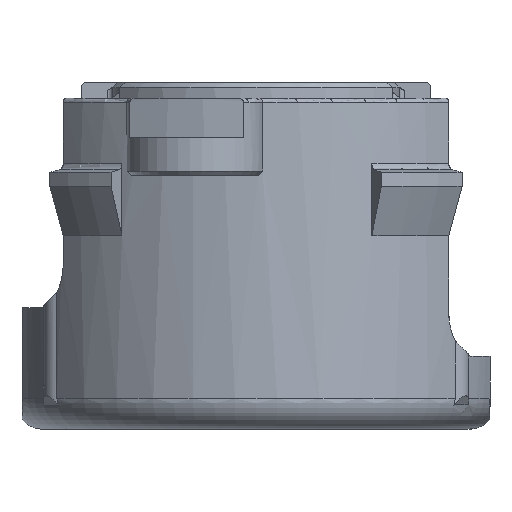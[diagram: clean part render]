
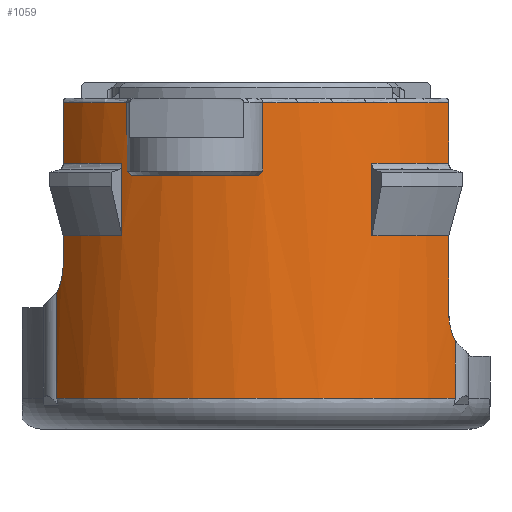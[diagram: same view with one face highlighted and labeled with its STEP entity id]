
A CAD part, left-side view. The second image highlights one B-rep face of the part: STEP entity #1059.
In plain terms, the highlighted cylindrical face has radius 5.5 mm (diameter 11 mm), a partial arc.
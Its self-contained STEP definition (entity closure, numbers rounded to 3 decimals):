
#250=CYLINDRICAL_SURFACE('',#6014,5.5);
#364=LINE('',#8435,#701);
#365=LINE('',#8439,#702);
#397=LINE('',#9038,#734);
#398=LINE('',#9043,#735);
#399=LINE('',#9059,#736);
#400=LINE('',#9063,#737);
#401=LINE('',#9067,#738);
#402=LINE('',#9080,#739);
#403=LINE('',#9084,#740);
#404=LINE('',#9097,#741);
#701=VECTOR('',#6659,1.);
#702=VECTOR('',#6662,1.);
#734=VECTOR('',#6790,1.);
#735=VECTOR('',#6793,1.);
#736=VECTOR('',#6800,1.);
#737=VECTOR('',#6803,1.);
#738=VECTOR('',#6806,1.);
#739=VECTOR('',#6807,1.);
#740=VECTOR('',#6810,1.);
#741=VECTOR('',#6811,1.);
#1059=ADVANCED_FACE('',(#1447),#250,.T.);
#1447=FACE_OUTER_BOUND('',#1778,.T.);
#1778=EDGE_LOOP('',(#2514,#2515,#2516,#2517,#2518,#2519,#2520,#2521,#2522,
#2523,#2524,#2525,#2526,#2527,#2528,#2529,#2530,#2531,#2532,#2533,#2534,
#2535));
#2160=B_SPLINE_CURVE_WITH_KNOTS('',3,(#9046,#9047,#9048,#9049),
 .UNSPECIFIED.,.F.,.F.,(4,4),(0.,1.),.UNSPECIFIED.);
#2161=B_SPLINE_CURVE_WITH_KNOTS('',3,(#9053,#9054,#9055,#9056),
 .UNSPECIFIED.,.F.,.F.,(4,4),(0.,1.),.UNSPECIFIED.);
#2162=B_SPLINE_CURVE_WITH_KNOTS('',3,(#9069,#9070,#9071,#9072,#9073,#9074,
#9075,#9076,#9077,#9078),.UNSPECIFIED.,.F.,.F.,(4,3,3,4),(0.,0.472,
0.943,1.),.UNSPECIFIED.);
#2163=B_SPLINE_CURVE_WITH_KNOTS('',3,(#9086,#9087,#9088,#9089,#9090,#9091,
#9092,#9093,#9094,#9095),.UNSPECIFIED.,.F.,.F.,(4,3,3,4),(0.,0.239,
0.716,1.),.UNSPECIFIED.);
#2514=ORIENTED_EDGE('',*,*,#4860,.F.);
#2515=ORIENTED_EDGE('',*,*,#4861,.T.);
#2516=ORIENTED_EDGE('',*,*,#4862,.F.);
#2517=ORIENTED_EDGE('',*,*,#4863,.T.);
#2518=ORIENTED_EDGE('',*,*,#4745,.F.);
#2519=ORIENTED_EDGE('',*,*,#4864,.T.);
#2520=ORIENTED_EDGE('',*,*,#4865,.T.);
#2521=ORIENTED_EDGE('',*,*,#4866,.T.);
#2522=ORIENTED_EDGE('',*,*,#4743,.F.);
#2523=ORIENTED_EDGE('',*,*,#4867,.T.);
#2524=ORIENTED_EDGE('',*,*,#4868,.T.);
#2525=ORIENTED_EDGE('',*,*,#4869,.T.);
#2526=ORIENTED_EDGE('',*,*,#4870,.F.);
#2527=ORIENTED_EDGE('',*,*,#4871,.T.);
#2528=ORIENTED_EDGE('',*,*,#4872,.T.);
#2529=ORIENTED_EDGE('',*,*,#4873,.T.);
#2530=ORIENTED_EDGE('',*,*,#4874,.T.);
#2531=ORIENTED_EDGE('',*,*,#4875,.T.);
#2532=ORIENTED_EDGE('',*,*,#4876,.T.);
#2533=ORIENTED_EDGE('',*,*,#4877,.T.);
#2534=ORIENTED_EDGE('',*,*,#4878,.F.);
#2535=ORIENTED_EDGE('',*,*,#4879,.T.);
#4170=VERTEX_POINT('',#8434);
#4171=VERTEX_POINT('',#8436);
#4172=VERTEX_POINT('',#8438);
#4173=VERTEX_POINT('',#8440);
#4268=VERTEX_POINT('',#9039);
#4269=VERTEX_POINT('',#9040);
#4270=VERTEX_POINT('',#9042);
#4271=VERTEX_POINT('',#9044);
#4272=VERTEX_POINT('',#9050);
#4273=VERTEX_POINT('',#9052);
#4274=VERTEX_POINT('',#9058);
#4275=VERTEX_POINT('',#9060);
#4276=VERTEX_POINT('',#9062);
#4277=VERTEX_POINT('',#9064);
#4278=VERTEX_POINT('',#9066);
#4279=VERTEX_POINT('',#9068);
#4280=VERTEX_POINT('',#9079);
#4281=VERTEX_POINT('',#9081);
#4282=VERTEX_POINT('',#9083);
#4283=VERTEX_POINT('',#9085);
#4284=VERTEX_POINT('',#9096);
#4285=VERTEX_POINT('',#9098);
#4743=EDGE_CURVE('',#4170,#4171,#364,.T.);
#4745=EDGE_CURVE('',#4172,#4173,#365,.T.);
#4860=EDGE_CURVE('',#4268,#4269,#397,.T.);
#4861=EDGE_CURVE('',#4268,#4270,#5655,.T.);
#4862=EDGE_CURVE('',#4271,#4270,#398,.T.);
#4863=EDGE_CURVE('',#4271,#4173,#5656,.T.);
#4864=EDGE_CURVE('',#4172,#4272,#2160,.T.);
#4865=EDGE_CURVE('',#4272,#4273,#5657,.T.);
#4866=EDGE_CURVE('',#4273,#4171,#2161,.T.);
#4867=EDGE_CURVE('',#4170,#4274,#5658,.T.);
#4868=EDGE_CURVE('',#4274,#4275,#399,.T.);
#4869=EDGE_CURVE('',#4275,#4276,#5659,.T.);
#4870=EDGE_CURVE('',#4277,#4276,#400,.T.);
#4871=EDGE_CURVE('',#4277,#4278,#5660,.T.);
#4872=EDGE_CURVE('',#4278,#4279,#401,.T.);
#4873=EDGE_CURVE('',#4279,#4280,#2162,.T.);
#4874=EDGE_CURVE('',#4280,#4281,#402,.T.);
#4875=EDGE_CURVE('',#4281,#4282,#5661,.T.);
#4876=EDGE_CURVE('',#4282,#4283,#403,.T.);
#4877=EDGE_CURVE('',#4283,#4284,#2163,.T.);
#4878=EDGE_CURVE('',#4285,#4284,#404,.T.);
#4879=EDGE_CURVE('',#4285,#4269,#5662,.T.);
#5655=CIRCLE('',#6006,5.5);
#5656=CIRCLE('',#6007,5.5);
#5657=CIRCLE('',#6008,5.5);
#5658=CIRCLE('',#6009,5.5);
#5659=CIRCLE('',#6010,5.5);
#5660=CIRCLE('',#6011,5.5);
#5661=CIRCLE('',#6012,5.5);
#5662=CIRCLE('',#6013,5.5);
#6006=AXIS2_PLACEMENT_3D('',#9041,#6791,#6792);
#6007=AXIS2_PLACEMENT_3D('',#9045,#6794,#6795);
#6008=AXIS2_PLACEMENT_3D('',#9051,#6796,#6797);
#6009=AXIS2_PLACEMENT_3D('',#9057,#6798,#6799);
#6010=AXIS2_PLACEMENT_3D('',#9061,#6801,#6802);
#6011=AXIS2_PLACEMENT_3D('',#9065,#6804,#6805);
#6012=AXIS2_PLACEMENT_3D('',#9082,#6808,#6809);
#6013=AXIS2_PLACEMENT_3D('',#9099,#6812,#6813);
#6014=AXIS2_PLACEMENT_3D('',#9100,#6814,#6815);
#6659=DIRECTION('',(0.,0.,-1.));
#6662=DIRECTION('',(0.,0.,1.));
#6790=DIRECTION('',(0.,0.,-1.));
#6791=DIRECTION('',(0.,0.,1.));
#6792=DIRECTION('',(-1.,0.,0.));
#6793=DIRECTION('',(0.,0.,-1.));
#6794=DIRECTION('',(0.,0.,-1.));
#6795=DIRECTION('',(1.,0.,0.));
#6796=DIRECTION('',(0.,0.,-1.));
#6797=DIRECTION('',(1.,0.,0.));
#6798=DIRECTION('',(0.,0.,-1.));
#6799=DIRECTION('',(1.,0.,0.));
#6800=DIRECTION('',(0.,0.,-1.));
#6801=DIRECTION('',(0.,0.,1.));
#6802=DIRECTION('',(-1.,0.,0.));
#6803=DIRECTION('',(0.,0.,1.));
#6804=DIRECTION('',(0.,0.,-1.));
#6805=DIRECTION('',(-1.,0.,0.));
#6806=DIRECTION('',(0.,0.,-1.));
#6807=DIRECTION('',(0.,0.,-1.));
#6808=DIRECTION('',(0.,0.,1.));
#6809=DIRECTION('',(1.,0.,0.));
#6810=DIRECTION('',(0.,0.,1.));
#6811=DIRECTION('',(0.,0.,-1.));
#6812=DIRECTION('',(0.,0.,-1.));
#6813=DIRECTION('',(-1.,0.,0.));
#6814=DIRECTION('',(0.,0.,-1.));
#6815=DIRECTION('',(-1.,0.,0.));
#8434=CARTESIAN_POINT('',(-4.685,2.88,7.4));
#8435=CARTESIAN_POINT('',(-4.685,2.88,74.25));
#8436=CARTESIAN_POINT('',(-4.685,2.88,5.85));
#8438=CARTESIAN_POINT('',(-5.498,-0.152,5.85));
#8439=CARTESIAN_POINT('',(-5.498,-0.152,74.25));
#8440=CARTESIAN_POINT('',(-5.498,-0.152,7.4));
#9038=CARTESIAN_POINT('',(-4.833,-2.624,5.9));
#9039=CARTESIAN_POINT('',(-4.833,-2.624,6.026));
#9040=CARTESIAN_POINT('',(-4.833,-2.624,4.386));
#9041=CARTESIAN_POINT('',(0.,0.,6.026));
#9042=CARTESIAN_POINT('',(-3.344,-4.366,6.026));
#9043=CARTESIAN_POINT('',(-3.344,-4.366,7.5));
#9044=CARTESIAN_POINT('',(-3.344,-4.366,7.4));
#9045=CARTESIAN_POINT('',(0.,0.,7.4));
#9046=CARTESIAN_POINT('',(-5.498,-0.152,5.85));
#9047=CARTESIAN_POINT('',(-5.499,-0.117,5.817));
#9048=CARTESIAN_POINT('',(-5.5,-0.082,5.783));
#9049=CARTESIAN_POINT('',(-5.5,-0.046,5.75));
#9050=CARTESIAN_POINT('',(-5.5,-0.046,5.75));
#9051=CARTESIAN_POINT('',(0.,0.,5.75));
#9052=CARTESIAN_POINT('',(-4.74,2.79,5.75));
#9053=CARTESIAN_POINT('',(-4.74,2.79,5.75));
#9054=CARTESIAN_POINT('',(-4.722,2.82,5.783));
#9055=CARTESIAN_POINT('',(-4.704,2.85,5.817));
#9056=CARTESIAN_POINT('',(-4.685,2.88,5.85));
#9057=CARTESIAN_POINT('',(0.,0.,7.4));
#9058=CARTESIAN_POINT('',(-3.344,4.366,7.4));
#9059=CARTESIAN_POINT('',(-3.344,4.366,7.5));
#9060=CARTESIAN_POINT('',(-3.344,4.366,6.026));
#9061=CARTESIAN_POINT('',(0.,0.,6.026));
#9062=CARTESIAN_POINT('',(-4.586,3.036,6.026));
#9063=CARTESIAN_POINT('',(-4.586,3.036,4.386));
#9064=CARTESIAN_POINT('',(-4.586,3.036,4.386));
#9065=CARTESIAN_POINT('',(0.,0.,4.386));
#9066=CARTESIAN_POINT('',(-3.344,4.366,4.386));
#9067=CARTESIAN_POINT('',(-3.344,4.366,7.5));
#9068=CARTESIAN_POINT('',(-3.344,4.366,3.75));
#9069=CARTESIAN_POINT('',(-3.344,4.366,3.75));
#9070=CARTESIAN_POINT('',(-3.344,4.366,3.64));
#9071=CARTESIAN_POINT('',(-3.329,4.378,3.529));
#9072=CARTESIAN_POINT('',(-3.3,4.4,3.425));
#9073=CARTESIAN_POINT('',(-3.271,4.422,3.321));
#9074=CARTESIAN_POINT('',(-3.227,4.454,3.222));
#9075=CARTESIAN_POINT('',(-3.171,4.494,3.136));
#9076=CARTESIAN_POINT('',(-3.164,4.499,3.126));
#9077=CARTESIAN_POINT('',(-3.157,4.504,3.116));
#9078=CARTESIAN_POINT('',(-3.15,4.509,3.106));
#9079=CARTESIAN_POINT('',(-3.15,4.509,3.106));
#9080=CARTESIAN_POINT('',(-3.15,4.509,37.674));
#9081=CARTESIAN_POINT('',(-3.15,4.509,0.7));
#9082=CARTESIAN_POINT('',(0.,0.,0.7));
#9083=CARTESIAN_POINT('',(-3.15,-4.509,0.7));
#9084=CARTESIAN_POINT('',(-3.15,-4.509,26.875));
#9085=CARTESIAN_POINT('',(-3.15,-4.509,2.006));
#9086=CARTESIAN_POINT('',(-3.15,-4.509,2.006));
#9087=CARTESIAN_POINT('',(-3.18,-4.488,2.048));
#9088=CARTESIAN_POINT('',(-3.207,-4.468,2.093));
#9089=CARTESIAN_POINT('',(-3.23,-4.451,2.141));
#9090=CARTESIAN_POINT('',(-3.277,-4.418,2.236));
#9091=CARTESIAN_POINT('',(-3.31,-4.392,2.342));
#9092=CARTESIAN_POINT('',(-3.328,-4.379,2.451));
#9093=CARTESIAN_POINT('',(-3.339,-4.37,2.516));
#9094=CARTESIAN_POINT('',(-3.344,-4.366,2.583));
#9095=CARTESIAN_POINT('',(-3.344,-4.366,2.65));
#9096=CARTESIAN_POINT('',(-3.344,-4.366,2.65));
#9097=CARTESIAN_POINT('',(-3.344,-4.366,7.5));
#9098=CARTESIAN_POINT('',(-3.344,-4.366,4.386));
#9099=CARTESIAN_POINT('',(0.,0.,4.386));
#9100=CARTESIAN_POINT('',(0.,0.,7.5));
